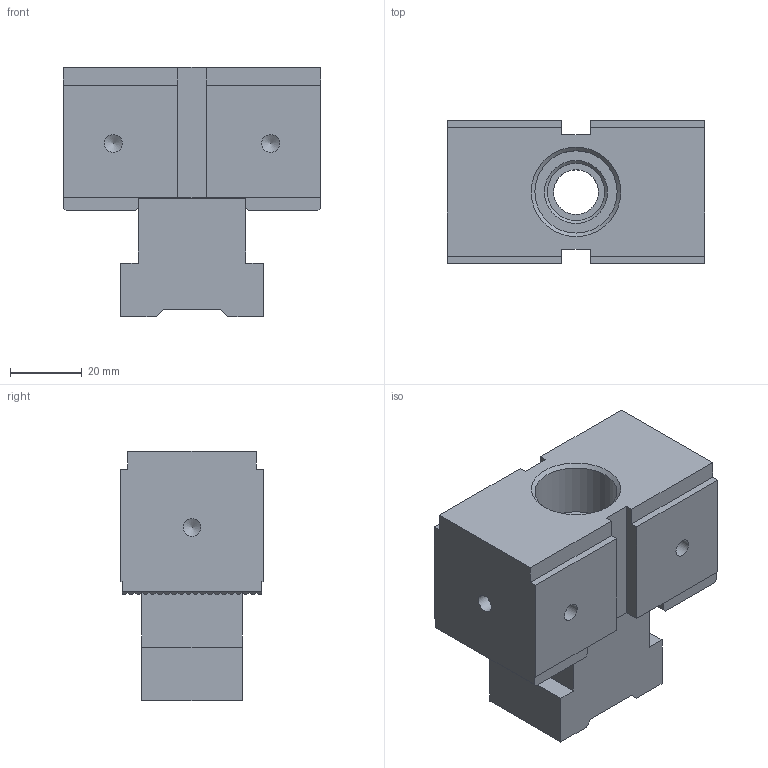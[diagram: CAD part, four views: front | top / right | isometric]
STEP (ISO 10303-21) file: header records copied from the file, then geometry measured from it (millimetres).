
FILE_DESCRIPTION( ( 'Unknown' ), '1' );
FILE_NAME( 'SVF-BS03-725.stp', 'Unknown', ( 'Unknown' ), ( 'Unknown' ), 'PSStep 17.0.49', 'Unknown', ' ' );
FILE_SCHEMA( ( 'AUTOMOTIVE_DESIGN { 1 0 10303 214 1 1 1 1 }' ) );
Length unit declared in the file: millimetre
Products named in the file (3): Assem1; 1-SVF-BS03-725-1; 1-SVF-AB03-72-2
Assembly tree (2 placements, depth 2):
  Assem1
    1-SVF-BS03-725-1
    1-SVF-AB03-72-2
Bounding box: 72 x 40 x 69.65 mm (x, y, z)
Volume: 121896.1 mm3; surface area: 25342 mm2
Topology: 2 solids, 2 shells, 181 faces, 527 edges, 351 vertices
Faces by surface type: plane 163, cone 9, cylinder 9
Full cylindrical faces by diameter (mm): 5 x6, 12.5 x1, 16 x1, 23 x1
Entity records: 7192 total; most frequent: CARTESIAN_POINT 1022, ORIENTED_EDGE 990, DIRECTION 884, EDGE_CURVE 495, LINE 474, VECTOR 474, VERTEX_POINT 343, AXIS2_PLACEMENT_3D 205
